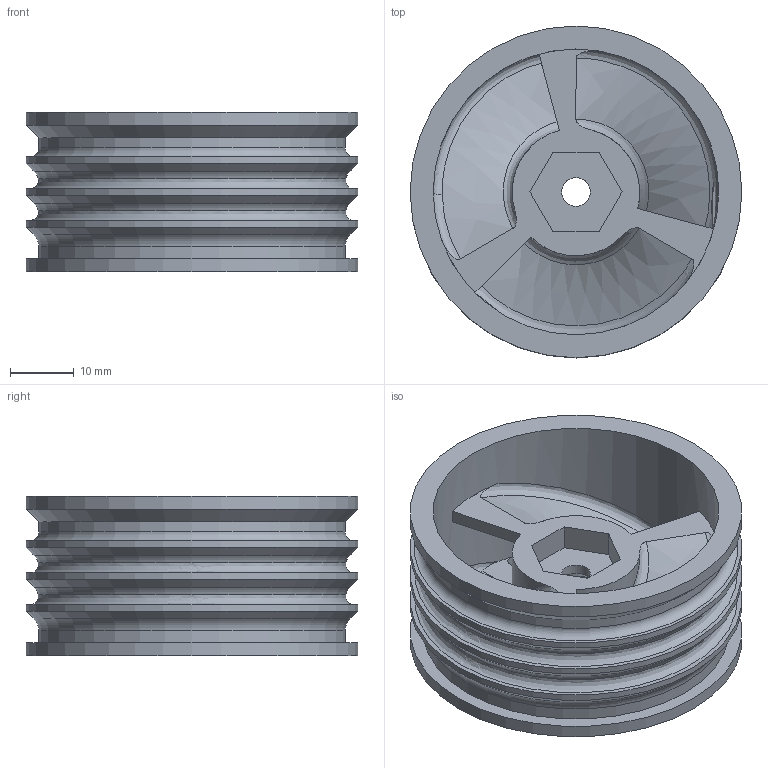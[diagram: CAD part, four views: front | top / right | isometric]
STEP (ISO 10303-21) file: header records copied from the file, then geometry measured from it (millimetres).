
FILE_DESCRIPTION(('STEP AP242'), '1');
FILE_NAME('Äèñê', '', ('UNSPECIFIED'), ('UNSPECIFIED'), 'C3D Converter', 'C3D Toolkit', '');
FILE_SCHEMA(('AP242_MANAGED_MODEL_BASED_3D_ENGINEERING_MIM_LF { 1 0 10303 442 1 1 4 }'));
Length unit declared in the file: millimetre
Bounding box: 52 x 52 x 25 mm (x, y, z)
Volume: 17147.8 mm3; surface area: 15598.8 mm2
Topology: 1 solids, 3 shells, 89 faces, 247 edges, 165 vertices
Faces by surface type: plane 28, bspline 28, cylinder 22, cone 6, torus 4, extrusion 1
Full cylindrical faces by diameter (mm): 4.5 x1, 7.5 x1, 44.8 x1, 48 x2, 52 x5
Entity records: 6545 total; most frequent: CARTESIAN_POINT 4515, ORIENTED_EDGE 418, DIRECTION 325, EDGE_CURVE 221, VERTEX_POINT 160, AXIS2_PLACEMENT_3D 131, EDGE_LOOP 121, B_SPLINE_CURVE_WITH_KNOTS 90
